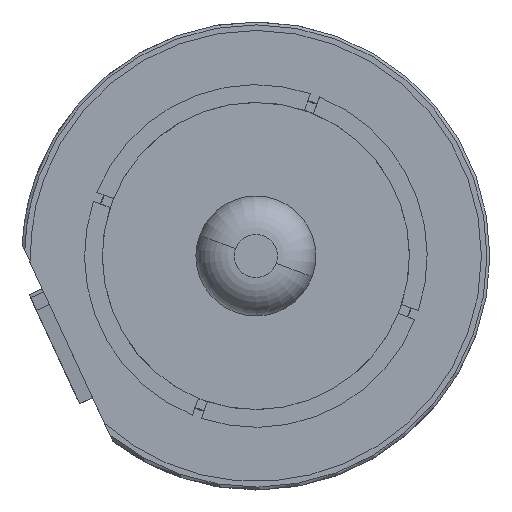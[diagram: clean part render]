
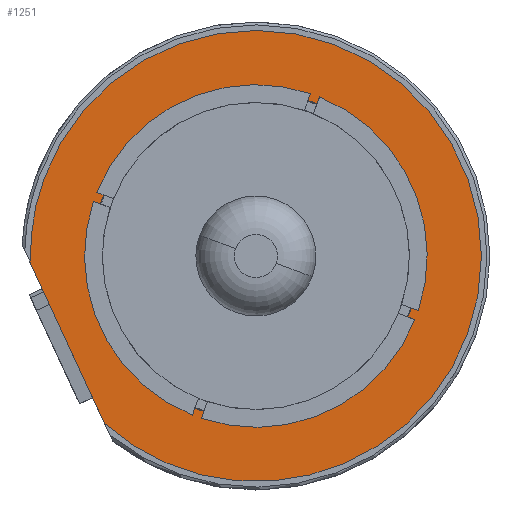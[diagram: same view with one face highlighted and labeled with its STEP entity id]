
A CAD part, front view. The second image highlights one B-rep face of the part: STEP entity #1251.
In plain terms, the highlighted face is planar.
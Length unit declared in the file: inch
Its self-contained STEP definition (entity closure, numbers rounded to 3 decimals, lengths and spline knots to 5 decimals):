
#278 = VERTEX_POINT ( 'NONE', #2812 ) ;
#280 = EDGE_CURVE ( 'NONE', #278, #286, #2792, .T. ) ;
#286 = VERTEX_POINT ( 'NONE', #2859 ) ;
#483 = EDGE_CURVE ( 'NONE', #484, #586, #2960, .T. ) ;
#484 = VERTEX_POINT ( 'NONE', #2955 ) ;
#518 = EDGE_CURVE ( 'NONE', #586, #587, #3338, .T. ) ;
#586 = VERTEX_POINT ( 'NONE', #3224 ) ;
#587 = VERTEX_POINT ( 'NONE', #3204 ) ;
#907 = EDGE_CURVE ( 'NONE', #484, #908, #10137, .T. ) ;
#908 = VERTEX_POINT ( 'NONE', #10133 ) ;
#1251 = ADVANCED_FACE ( 'Face5', ( #5062, #5061 ), #5067, .F. ) ;
#1252 = ORIENTED_EDGE ( 'NONE', *, *, #1273, .F. ) ;
#1255 = ORIENTED_EDGE ( 'NONE', *, *, #1282, .F. ) ;
#1256 = ORIENTED_EDGE ( 'NONE', *, *, #518, .F. ) ;
#1261 = EDGE_LOOP ( 'NONE', ( #1252, #1283 ) ) ;
#1272 = ORIENTED_EDGE ( 'NONE', *, *, #907, .T. ) ;
#1273 = EDGE_CURVE ( 'NONE', #286, #278, #5133, .T. ) ;
#1274 = EDGE_LOOP ( 'NONE', ( #1284, #1272, #1255, #1256 ) ) ;
#1282 = EDGE_CURVE ( 'NONE', #587, #908, #5080, .T. ) ;
#1283 = ORIENTED_EDGE ( 'NONE', *, *, #280, .F. ) ;
#1284 = ORIENTED_EDGE ( 'NONE', *, *, #483, .F. ) ;
#2788 = DIRECTION ( 'NONE',  ( 0., 0., -1. ) ) ;
#2789 = DIRECTION ( 'NONE',  ( 1., 0., 0. ) ) ;
#2790 = CARTESIAN_POINT ( 'NONE',  ( 0.5625, 0., 0. ) ) ;
#2791 = AXIS2_PLACEMENT_3D ( 'NONE', #2790, #2789, #2788 ) ;
#2792 = CIRCLE ( 'NONE', #2791, 0.171 ) ;
#2812 = CARTESIAN_POINT ( 'NONE',  ( 0.5625, 0., 0.171 ) ) ;
#2859 = CARTESIAN_POINT ( 'NONE',  ( 0.5625, 0., -0.171 ) ) ;
#2955 = CARTESIAN_POINT ( 'NONE',  ( 0.5625, -0.08791, 0.21794 ) ) ;
#2956 = DIRECTION ( 'NONE',  ( 0., 0., 1. ) ) ;
#2957 = DIRECTION ( 'NONE',  ( -1., 0., 0. ) ) ;
#2958 = CARTESIAN_POINT ( 'NONE',  ( 0.5625, 0., 0. ) ) ;
#2959 = AXIS2_PLACEMENT_3D ( 'NONE', #2958, #2957, #2956 ) ;
#2960 = CIRCLE ( 'NONE', #2959, 0.235 ) ;
#3204 = CARTESIAN_POINT ( 'NONE',  ( 0.5625, 0., -0.235 ) ) ;
#3224 = CARTESIAN_POINT ( 'NONE',  ( 0.5625, 0., 0.235 ) ) ;
#3336 = CARTESIAN_POINT ( 'NONE',  ( 0.5625, 0., 0. ) ) ;
#3337 = AXIS2_PLACEMENT_3D ( 'NONE', #3336, #3343, #3342 ) ;
#3338 = CIRCLE ( 'NONE', #3337, 0.235 ) ;
#3342 = DIRECTION ( 'NONE',  ( 0., 0., 1. ) ) ;
#3343 = DIRECTION ( 'NONE',  ( -1., 0., 0. ) ) ;
#5061 = FACE_OUTER_BOUND ( 'NONE', #1274, .T. ) ;
#5062 = FACE_BOUND ( 'NONE', #1261, .T. ) ;
#5067 = PLANE ( 'NONE',  #5171 ) ;
#5076 = DIRECTION ( 'NONE',  ( 0., 0., 1. ) ) ;
#5077 = DIRECTION ( 'NONE',  ( -1., 0., 0. ) ) ;
#5078 = CARTESIAN_POINT ( 'NONE',  ( 0.5625, 0., 0. ) ) ;
#5079 = AXIS2_PLACEMENT_3D ( 'NONE', #5078, #5077, #5076 ) ;
#5080 = CIRCLE ( 'NONE', #5079, 0.235 ) ;
#5130 = DIRECTION ( 'NONE',  ( 0., 0., -1. ) ) ;
#5131 = DIRECTION ( 'NONE',  ( 1., 0., 0. ) ) ;
#5132 = AXIS2_PLACEMENT_3D ( 'NONE', #5137, #5131, #5130 ) ;
#5133 = CIRCLE ( 'NONE', #5132, 0.171 ) ;
#5137 = CARTESIAN_POINT ( 'NONE',  ( 0.5625, 0., 0. ) ) ;
#5168 = DIRECTION ( 'NONE',  ( 0., 0., 1. ) ) ;
#5169 = DIRECTION ( 'NONE',  ( -1., 0., 0. ) ) ;
#5170 = CARTESIAN_POINT ( 'NONE',  ( 0.5625, 0., -0.235 ) ) ;
#5171 = AXIS2_PLACEMENT_3D ( 'NONE', #5170, #5169, #5168 ) ;
#10133 = CARTESIAN_POINT ( 'NONE',  ( 0.5625, -0.21794, 0.08791 ) ) ;
#10134 = DIRECTION ( 'NONE',  ( 0., -0.707, -0.707 ) ) ;
#10135 = VECTOR ( 'NONE', #10134, 39.37008 ) ;
#10136 = CARTESIAN_POINT ( 'NONE',  ( 0.5625, -0.27042, 0.03542 ) ) ;
#10137 = LINE ( 'NONE', #10136, #10135 ) ;
